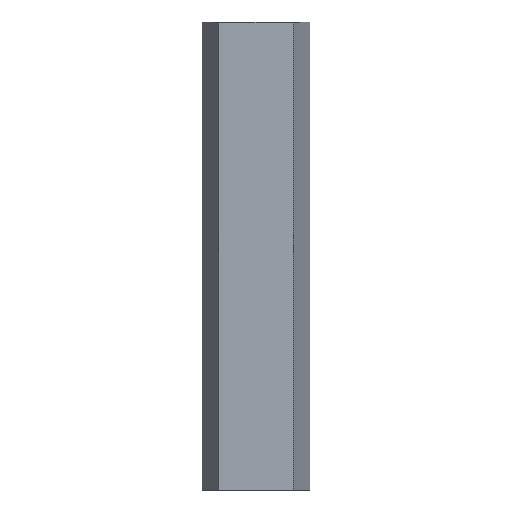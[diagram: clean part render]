
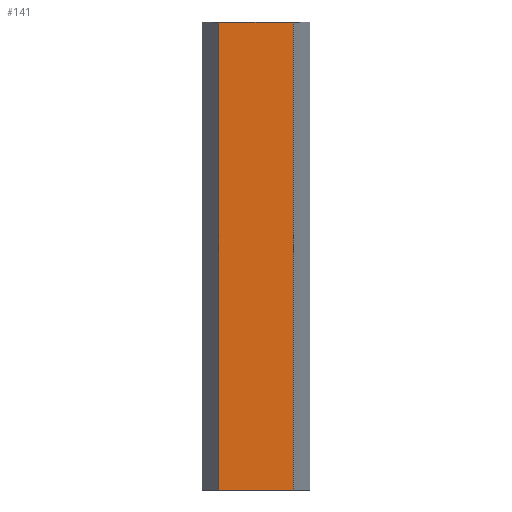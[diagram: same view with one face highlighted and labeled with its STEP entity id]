
A CAD part, front view. The second image highlights one B-rep face of the part: STEP entity #141.
In plain terms, the highlighted planar face has unit normal (0, -1, 0).
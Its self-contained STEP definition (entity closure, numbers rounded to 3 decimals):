
#9 = CARTESIAN_POINT ( 'NONE',  ( 8., 0., 50. ) ) ;
#10 = DIRECTION ( 'NONE',  ( -1., 0., 0. ) ) ;
#23 = DIRECTION ( 'NONE',  ( 0., 1., 0. ) ) ;
#30 = PLANE ( 'NONE',  #41 ) ;
#41 = AXIS2_PLACEMENT_3D ( 'NONE', #9, #23, #10 ) ;
#43 = EDGE_CURVE ( 'NONE', #263, #260, #194, .T. ) ;
#50 = EDGE_CURVE ( 'NONE', #292, #278, #196, .T. ) ;
#57 = EDGE_CURVE ( 'NONE', #263, #292, #246, .T. ) ;
#70 = EDGE_CURVE ( 'NONE', #260, #278, #360, .T. ) ;
#89 = ORIENTED_EDGE ( 'NONE', *, *, #70, .T. ) ;
#91 = ORIENTED_EDGE ( 'NONE', *, *, #57, .F. ) ;
#100 = CARTESIAN_POINT ( 'NONE',  ( 8., 0., 0. ) ) ;
#116 = CARTESIAN_POINT ( 'NONE',  ( 8., 0., 50. ) ) ;
#127 = CARTESIAN_POINT ( 'NONE',  ( 0., 0., 0. ) ) ;
#128 = CARTESIAN_POINT ( 'NONE',  ( 0., 0., 50. ) ) ;
#141 = ADVANCED_FACE ( 'NONE', ( #321 ), #30, .F. ) ;
#194 = LINE ( 'NONE', #287, #195 ) ;
#195 = VECTOR ( 'NONE', #295, 1000. ) ;
#196 = LINE ( 'NONE', #305, #197 ) ;
#197 = VECTOR ( 'NONE', #304, 1000. ) ;
#204 = EDGE_LOOP ( 'NONE', ( #89, #210, #91, #209 ) ) ;
#209 = ORIENTED_EDGE ( 'NONE', *, *, #43, .T. ) ;
#210 = ORIENTED_EDGE ( 'NONE', *, *, #50, .F. ) ;
#246 = LINE ( 'NONE', #279, #247 ) ;
#247 = VECTOR ( 'NONE', #262, 1000. ) ;
#258 = CARTESIAN_POINT ( 'NONE',  ( 8., 0., 0. ) ) ;
#260 = VERTEX_POINT ( 'NONE', #127 ) ;
#261 = DIRECTION ( 'NONE',  ( 1., 0., 0. ) ) ;
#262 = DIRECTION ( 'NONE',  ( 1., 0., 0. ) ) ;
#263 = VERTEX_POINT ( 'NONE', #128 ) ;
#278 = VERTEX_POINT ( 'NONE', #100 ) ;
#279 = CARTESIAN_POINT ( 'NONE',  ( 8., 0., 50. ) ) ;
#287 = CARTESIAN_POINT ( 'NONE',  ( 0., 0., 50. ) ) ;
#292 = VERTEX_POINT ( 'NONE', #116 ) ;
#295 = DIRECTION ( 'NONE',  ( 0., 0., -1. ) ) ;
#304 = DIRECTION ( 'NONE',  ( 0., 0., -1. ) ) ;
#305 = CARTESIAN_POINT ( 'NONE',  ( 8., 0., 50. ) ) ;
#321 = FACE_OUTER_BOUND ( 'NONE', #204, .T. ) ;
#360 = LINE ( 'NONE', #258, #361 ) ;
#361 = VECTOR ( 'NONE', #261, 1000. ) ;
